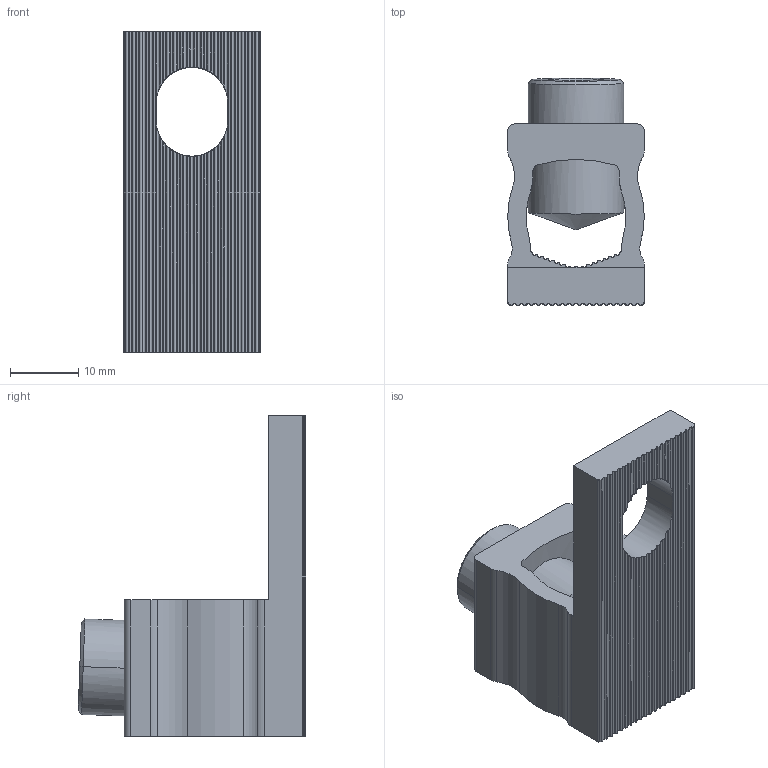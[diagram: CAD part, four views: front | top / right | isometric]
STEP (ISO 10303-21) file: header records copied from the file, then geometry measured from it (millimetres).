
FILE_DESCRIPTION(('Creo Elements/Direct Modeling STEP Export'),'2;1');
FILE_NAME('VC02-0145_OT_1x95.stp','2025-08-20T13:27:15',(''),(''),'Creo Elements/Direct Modeling STEP processor for AP214 (Solid Model)','Creo Elements/Direct Modeling 20.6A 14-Oct-2023 (C) Parametric Technology GmbH','');
FILE_SCHEMA(('AUTOMOTIVE_DESIGN { 1 0 10303 214 1 1 1 1 }'));
Length unit declared in the file: millimetre
Products named in the file (1): Liitinrunko_OT_1x95
Bounding box: 20 x 33.32 x 47 mm (x, y, z)
Volume: 10679.2 mm3; surface area: 5742.4 mm2
Topology: 1 solids, 1 shells, 225 faces, 667 edges, 442 vertices
Faces by surface type: cylinder 133, plane 86, cone 6
Entity records: 7850 total; most frequent: CARTESIAN_POINT 1983, ORIENTED_EDGE 1330, DIRECTION 1152, EDGE_CURVE 665, VERTEX_POINT 442, AXIS2_PLACEMENT_3D 429, VECTOR 294, LINE 294
